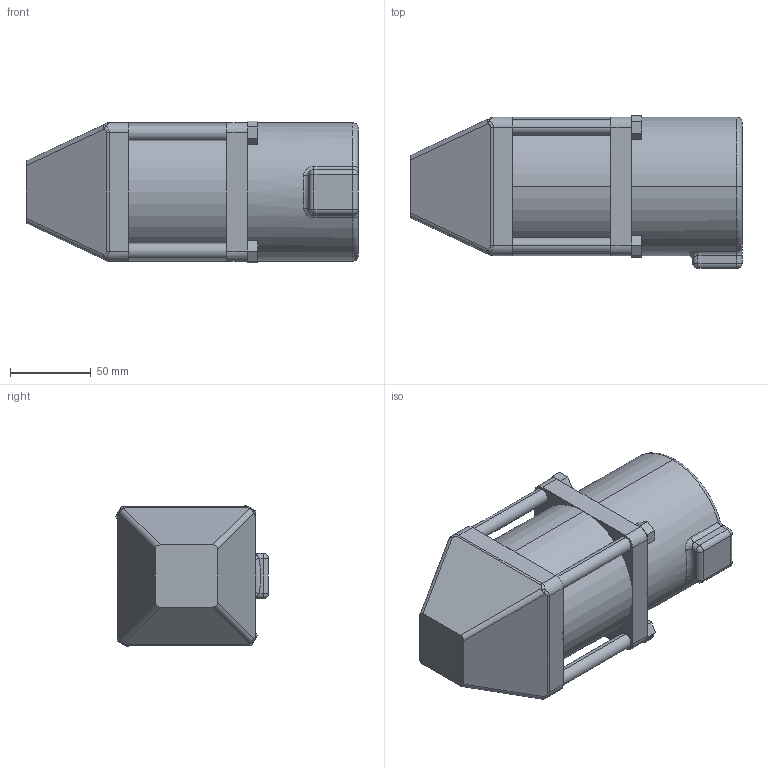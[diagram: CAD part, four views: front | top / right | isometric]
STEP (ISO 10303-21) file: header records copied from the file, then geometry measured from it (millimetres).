
FILE_DESCRIPTION (( 'STEP AP203' ), '1' );
FILE_NAME ('Control Motor Diff 1&2 Inline.step', '2010-12-13T05:50:10', ( '' ), ( '' ), 'SwSTEP 2.0', 'SolidWorks 2010', '' );
FILE_SCHEMA (( 'CONFIG_CONTROL_DESIGN' ));
Length unit declared in the file: inch
Products named in the file (1): Control Motor Diff 1&2 Inline
Bounding box: 205.74 x 94.72 x 87.94 mm (x, y, z)
Volume: 1169180.3 mm3; surface area: 77347.7 mm2
Topology: 1 solids, 1 shells, 124 faces, 302 edges, 176 vertices
Faces by surface type: plane 62, cylinder 38, bspline 10, sphere 8, torus 6
Entity records: 4853 total; most frequent: CARTESIAN_POINT 1923, DIRECTION 598, ORIENTED_EDGE 596, EDGE_CURVE 298, AXIS2_PLACEMENT_3D 209, VECTOR 180, LINE 180, VERTEX_POINT 176
